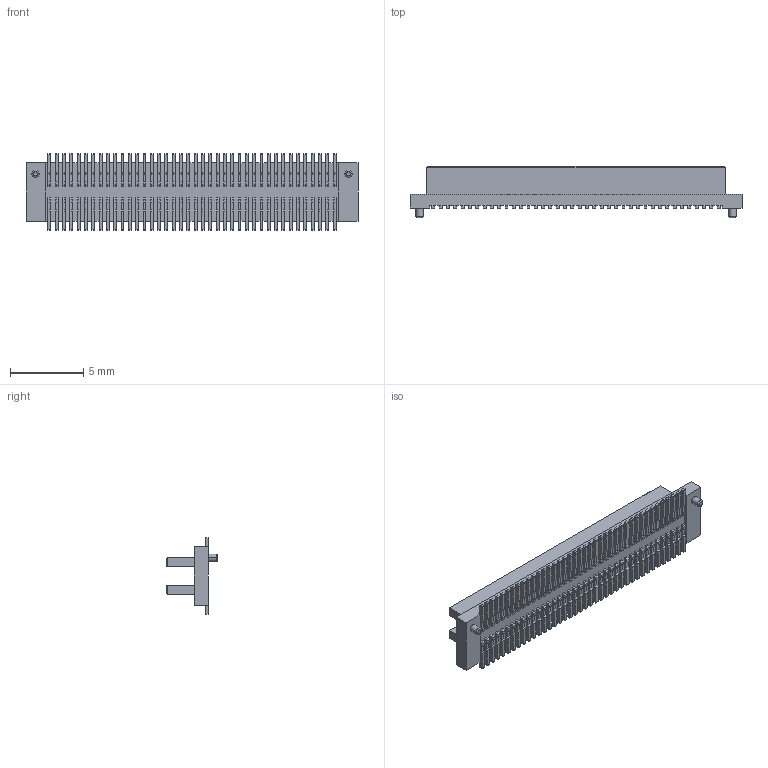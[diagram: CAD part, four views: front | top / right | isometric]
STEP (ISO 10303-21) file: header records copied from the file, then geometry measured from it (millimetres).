
FILE_DESCRIPTION((''),'2;1');
FILE_NAME('FBB05002-M80-H10','2019-10-29T',('gongcheng6'),(''),'PRO/ENGINEER BY PARAMETRIC TECHNOLOGY CORPORATION, 2010280','PRO/ENGINEER BY PARAMETRIC TECHNOLOGY CORPORATION, 2010280','');
FILE_SCHEMA(('CONFIG_CONTROL_DESIGN'));
Length unit declared in the file: millimetre
Products named in the file (1): FBB05002-M80-H10
Bounding box: 22.7 x 3.5 x 5.2 mm (x, y, z)
Volume: 128.6 mm3; surface area: 491.3 mm2
Topology: 1 solids, 1 shells, 1078 faces, 3044 edges, 1972 vertices
Faces by surface type: plane 910, cylinder 164, torus 4
Entity records: 34266 total; most frequent: CARTESIAN_POINT 6094, ORIENTED_EDGE 6088, DIRECTION 5536, EDGE_CURVE 3044, VECTOR 2708, LINE 2708, VERTEX_POINT 1972, AXIS2_PLACEMENT_3D 1414
